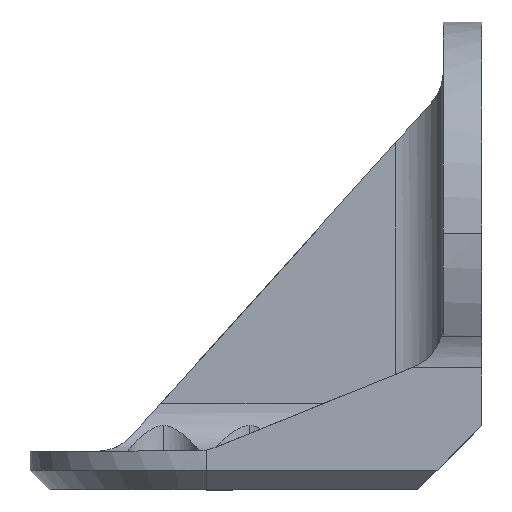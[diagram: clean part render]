
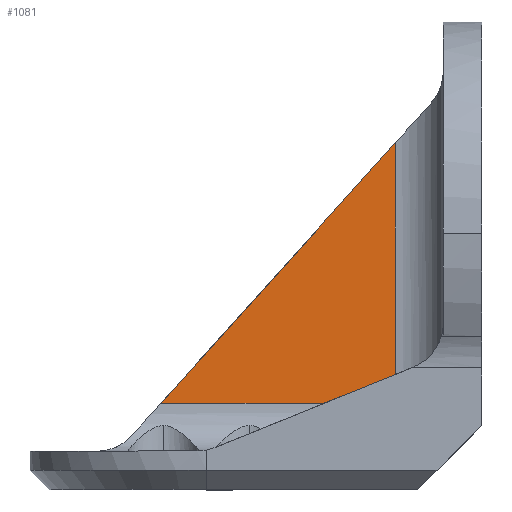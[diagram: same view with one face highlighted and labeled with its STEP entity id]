
A CAD part, top view. The second image highlights one B-rep face of the part: STEP entity #1081.
In plain terms, the highlighted planar face has unit normal (0, 0, 1).
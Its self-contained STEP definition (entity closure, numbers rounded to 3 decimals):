
#12 = EDGE_CURVE ( 'NONE', #174, #313, #1218, .T. ) ;
#15 = ORIENTED_EDGE ( 'NONE', *, *, #12, .F. ) ;
#89 = CARTESIAN_POINT ( 'NONE',  ( -7.109, 13.5, -22.5 ) ) ;
#174 = VERTEX_POINT ( 'NONE', #1132 ) ;
#313 = VERTEX_POINT ( 'NONE', #89 ) ;
#438 = DIRECTION ( 'NONE',  ( 0., -1., 0. ) ) ;
#460 = DIRECTION ( 'NONE',  ( -1., 0., 0. ) ) ;
#673 = CARTESIAN_POINT ( 'NONE',  ( 29.5, 54.19, -22.5 ) ) ;
#702 = DIRECTION ( 'NONE',  ( 0., 0., 1. ) ) ;
#720 = VECTOR ( 'NONE', #438, 1000. ) ;
#966 = CARTESIAN_POINT ( 'NONE',  ( -13.857, 13.5, -22.5 ) ) ;
#1081 = ADVANCED_FACE ( 'NONE', ( #1463 ), #2726, .T. ) ;
#1091 = ORIENTED_EDGE ( 'NONE', *, *, #1143, .F. ) ;
#1132 = CARTESIAN_POINT ( 'NONE',  ( 29.5, 13.5, -22.5 ) ) ;
#1143 = EDGE_CURVE ( 'NONE', #313, #2030, #2782, .T. ) ;
#1183 = EDGE_LOOP ( 'NONE', ( #3057, #1091, #15 ) ) ;
#1218 = LINE ( 'NONE', #966, #3094 ) ;
#1463 = FACE_OUTER_BOUND ( 'NONE', #1183, .T. ) ;
#1757 = AXIS2_PLACEMENT_3D ( 'NONE', #2227, #702, #3178 ) ;
#1978 = EDGE_CURVE ( 'NONE', #2030, #174, #2450, .T. ) ;
#2030 = VERTEX_POINT ( 'NONE', #673 ) ;
#2061 = CARTESIAN_POINT ( 'NONE',  ( 0., 21.401, -22.5 ) ) ;
#2227 = CARTESIAN_POINT ( 'NONE',  ( 0., 0., -22.5 ) ) ;
#2281 = DIRECTION ( 'NONE',  ( 0.669, 0.743, 0. ) ) ;
#2450 = LINE ( 'NONE', #3215, #720 ) ;
#2726 = PLANE ( 'NONE',  #1757 ) ;
#2766 = VECTOR ( 'NONE', #2281, 1000. ) ;
#2782 = LINE ( 'NONE', #2061, #2766 ) ;
#3057 = ORIENTED_EDGE ( 'NONE', *, *, #1978, .F. ) ;
#3094 = VECTOR ( 'NONE', #460, 1000. ) ;
#3178 = DIRECTION ( 'NONE',  ( 0., -1., 0. ) ) ;
#3215 = CARTESIAN_POINT ( 'NONE',  ( 29.5, 0., -22.5 ) ) ;
